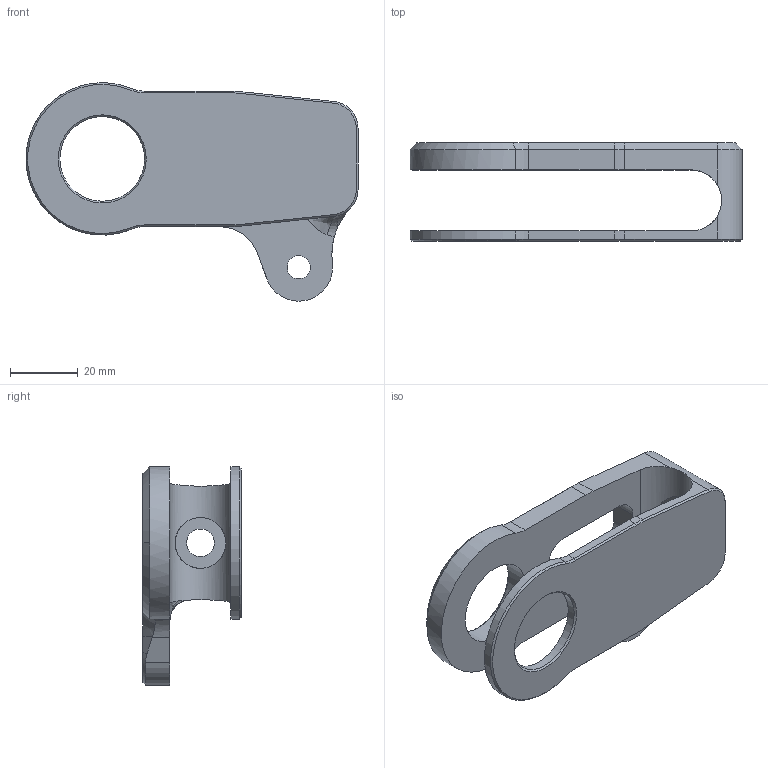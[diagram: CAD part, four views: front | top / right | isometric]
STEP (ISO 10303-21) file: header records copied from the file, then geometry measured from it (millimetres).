
FILE_DESCRIPTION(('STEP AP214'),'1');
FILE_NAME('tendicatenaap214black.stp','2022-05-17T14:54:16',(' '),(' '),'Spatial InterOp 3D',' ',' ');
FILE_SCHEMA(('AUTOMOTIVE_DESIGN { 1 0 10303 214 1 1 1 1 }'));
Length unit declared in the file: millimetre
Products named in the file (1): tendicatenaap214
Bounding box: 98 x 29 x 64.47 mm (x, y, z)
Volume: 37419.1 mm3; surface area: 17737.4 mm2
Topology: 1 solids, 1 shells, 161 faces, 477 edges, 325 vertices
Faces by surface type: plane 112, cylinder 25, cone 21, bspline 2, torus 1
Full cylindrical faces by diameter (mm): 6.8 x1, 8.2 x1, 25 x2
Entity records: 7064 total; most frequent: CARTESIAN_POINT 1382, ORIENTED_EDGE 916, DIRECTION 856, EDGE_CURVE 458, LINE 362, VECTOR 362, VERTEX_POINT 314, AXIS2_PLACEMENT_3D 247
